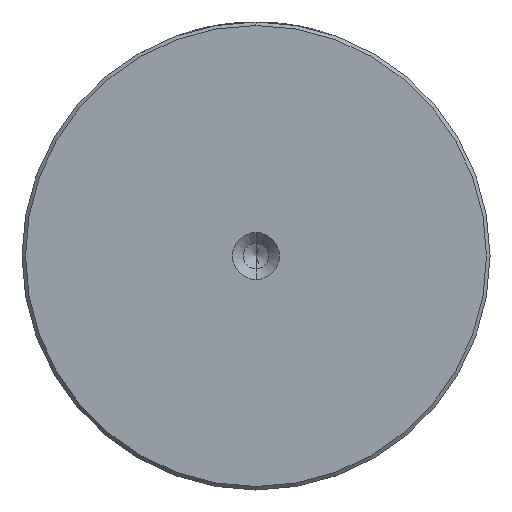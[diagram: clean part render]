
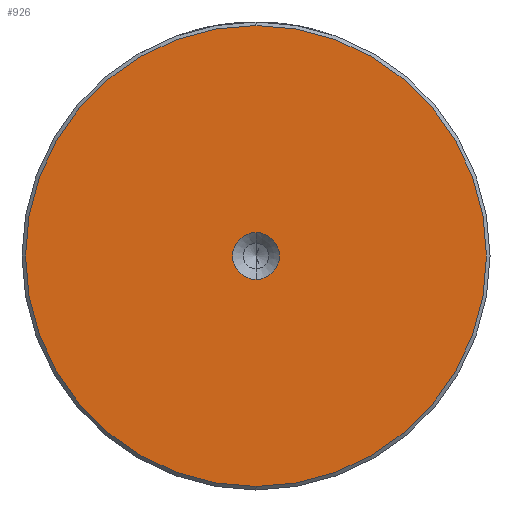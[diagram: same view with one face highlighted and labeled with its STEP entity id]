
A CAD part, left-side view. The second image highlights one B-rep face of the part: STEP entity #926.
In plain terms, the highlighted planar face has unit normal (-1, 0, 0).
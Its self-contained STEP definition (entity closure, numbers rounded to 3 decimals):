
#34 = CARTESIAN_POINT ( 'NONE',  ( 0., 0., 0. ) ) ;
#56 = DIRECTION ( 'NONE',  ( -1., 0., 0. ) ) ;
#70 = ORIENTED_EDGE ( 'NONE', *, *, #1171, .F. ) ;
#178 = DIRECTION ( 'NONE',  ( 0., 0., 1. ) ) ;
#274 = DIRECTION ( 'NONE',  ( 0., 0., 1. ) ) ;
#420 = CIRCLE ( 'NONE', #2242, 3.3 ) ;
#438 = AXIS2_PLACEMENT_3D ( 'NONE', #3025, #1585, #178 ) ;
#457 = ORIENTED_EDGE ( 'NONE', *, *, #2653, .T. ) ;
#587 = CARTESIAN_POINT ( 'NONE',  ( 0., 0., -32.5 ) ) ;
#639 = PLANE ( 'NONE',  #1612 ) ;
#814 = DIRECTION ( 'NONE',  ( -1., 0., 0. ) ) ;
#890 = CARTESIAN_POINT ( 'NONE',  ( 0., 0., 3.3 ) ) ;
#926 = ADVANCED_FACE ( 'NONE', ( #938, #2165 ), #639, .T. ) ;
#934 = AXIS2_PLACEMENT_3D ( 'NONE', #2206, #814, #2449 ) ;
#938 = FACE_OUTER_BOUND ( 'NONE', #1872, .T. ) ;
#953 = CARTESIAN_POINT ( 'NONE',  ( 0., 0., 32.5 ) ) ;
#1125 = CIRCLE ( 'NONE', #1561, 3.3 ) ;
#1171 = EDGE_CURVE ( 'NONE', #1219, #3063, #1125, .T. ) ;
#1219 = VERTEX_POINT ( 'NONE', #890 ) ;
#1305 = CARTESIAN_POINT ( 'NONE',  ( 0., 0., -3.3 ) ) ;
#1327 = CARTESIAN_POINT ( 'NONE',  ( 0., 0., 0. ) ) ;
#1470 = CARTESIAN_POINT ( 'NONE',  ( 0., 0., 0. ) ) ;
#1561 = AXIS2_PLACEMENT_3D ( 'NONE', #1327, #2999, #1567 ) ;
#1567 = DIRECTION ( 'NONE',  ( 0., 0., 1. ) ) ;
#1585 = DIRECTION ( 'NONE',  ( -1., 0., 0. ) ) ;
#1612 = AXIS2_PLACEMENT_3D ( 'NONE', #34, #1683, #274 ) ;
#1652 = CIRCLE ( 'NONE', #934, 32.5 ) ;
#1683 = DIRECTION ( 'NONE',  ( -1., 0., 0. ) ) ;
#1708 = DIRECTION ( 'NONE',  ( 0., 0., 1. ) ) ;
#1872 = EDGE_LOOP ( 'NONE', ( #457, #2024 ) ) ;
#2024 = ORIENTED_EDGE ( 'NONE', *, *, #2461, .T. ) ;
#2165 = FACE_BOUND ( 'NONE', #2624, .T. ) ;
#2206 = CARTESIAN_POINT ( 'NONE',  ( 0., 0., 0. ) ) ;
#2242 = AXIS2_PLACEMENT_3D ( 'NONE', #1470, #56, #1708 ) ;
#2449 = DIRECTION ( 'NONE',  ( 0., 0., 1. ) ) ;
#2461 = EDGE_CURVE ( 'NONE', #2792, #2851, #1652, .T. ) ;
#2527 = ORIENTED_EDGE ( 'NONE', *, *, #2951, .F. ) ;
#2624 = EDGE_LOOP ( 'NONE', ( #70, #2527 ) ) ;
#2653 = EDGE_CURVE ( 'NONE', #2851, #2792, #3056, .T. ) ;
#2792 = VERTEX_POINT ( 'NONE', #953 ) ;
#2851 = VERTEX_POINT ( 'NONE', #587 ) ;
#2951 = EDGE_CURVE ( 'NONE', #3063, #1219, #420, .T. ) ;
#2999 = DIRECTION ( 'NONE',  ( -1., 0., 0. ) ) ;
#3025 = CARTESIAN_POINT ( 'NONE',  ( 0., 0., 0. ) ) ;
#3056 = CIRCLE ( 'NONE', #438, 32.5 ) ;
#3063 = VERTEX_POINT ( 'NONE', #1305 ) ;
